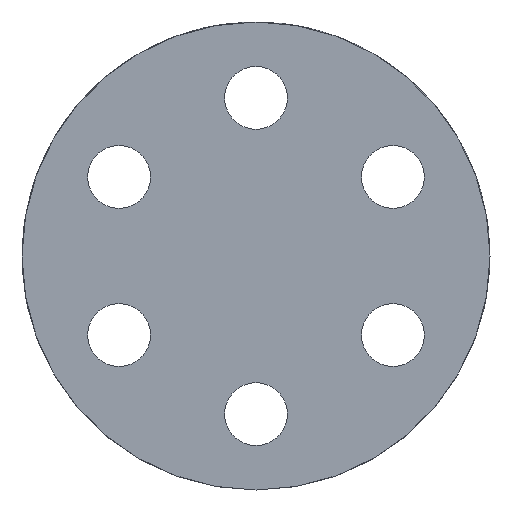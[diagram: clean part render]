
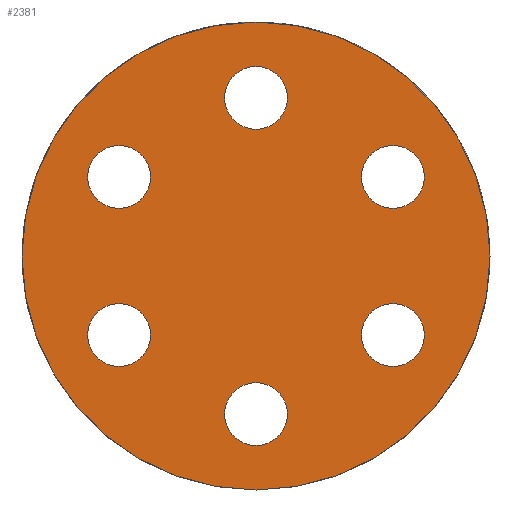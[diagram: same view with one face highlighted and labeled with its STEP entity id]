
A CAD part, front view. The second image highlights one B-rep face of the part: STEP entity #2381.
In plain terms, the highlighted planar face has unit normal (0, -1, 0).
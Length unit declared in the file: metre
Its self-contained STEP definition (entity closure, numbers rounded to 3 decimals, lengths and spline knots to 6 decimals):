
#886=ORIENTED_EDGE('',*,*,#1353,.F.);
#887=ORIENTED_EDGE('',*,*,#1354,.F.);
#888=ORIENTED_EDGE('',*,*,#1355,.F.);
#889=ORIENTED_EDGE('',*,*,#1356,.F.);
#890=ORIENTED_EDGE('',*,*,#1357,.F.);
#891=ORIENTED_EDGE('',*,*,#1358,.F.);
#892=ORIENTED_EDGE('',*,*,#1110,.T.);
#1110=EDGE_CURVE('',#1462,#1462,#1670,.T.);
#1353=EDGE_CURVE('',#1562,#1562,#1817,.T.);
#1354=EDGE_CURVE('',#1563,#1563,#1818,.T.);
#1355=EDGE_CURVE('',#1564,#1564,#1819,.T.);
#1356=EDGE_CURVE('',#1565,#1565,#1820,.T.);
#1357=EDGE_CURVE('',#1566,#1566,#1821,.T.);
#1358=EDGE_CURVE('',#1567,#1567,#1822,.T.);
#1462=VERTEX_POINT('',#3958);
#1562=VERTEX_POINT('',#4422);
#1563=VERTEX_POINT('',#4424);
#1564=VERTEX_POINT('',#4426);
#1565=VERTEX_POINT('',#4428);
#1566=VERTEX_POINT('',#4430);
#1567=VERTEX_POINT('',#4432);
#1670=CIRCLE('',#2526,0.01184);
#1817=CIRCLE('',#2794,0.00159);
#1818=CIRCLE('',#2795,0.00159);
#1819=CIRCLE('',#2796,0.00159);
#1820=CIRCLE('',#2797,0.00159);
#1821=CIRCLE('',#2798,0.00159);
#1822=CIRCLE('',#2799,0.00159);
#1977=EDGE_LOOP('',(#886));
#1978=EDGE_LOOP('',(#887));
#1979=EDGE_LOOP('',(#888));
#1980=EDGE_LOOP('',(#889));
#1981=EDGE_LOOP('',(#890));
#1982=EDGE_LOOP('',(#891));
#1983=EDGE_LOOP('',(#892));
#2155=FACE_BOUND('',#1977,.T.);
#2156=FACE_BOUND('',#1978,.T.);
#2157=FACE_BOUND('',#1979,.T.);
#2158=FACE_BOUND('',#1980,.T.);
#2159=FACE_BOUND('',#1981,.T.);
#2160=FACE_BOUND('',#1982,.T.);
#2161=FACE_BOUND('',#1983,.T.);
#2233=PLANE('',#2793);
#2381=ADVANCED_FACE('',(#2155,#2156,#2157,#2158,#2159,#2160,#2161),#2233,
 .T.);
#2526=AXIS2_PLACEMENT_3D('',#3957,#3061,#3062);
#2793=AXIS2_PLACEMENT_3D('',#4420,#3691,#3692);
#2794=AXIS2_PLACEMENT_3D('',#4421,#3693,#3694);
#2795=AXIS2_PLACEMENT_3D('',#4423,#3695,#3696);
#2796=AXIS2_PLACEMENT_3D('',#4425,#3697,#3698);
#2797=AXIS2_PLACEMENT_3D('',#4427,#3699,#3700);
#2798=AXIS2_PLACEMENT_3D('',#4429,#3701,#3702);
#2799=AXIS2_PLACEMENT_3D('',#4431,#3703,#3704);
#3061=DIRECTION('',(0.,-1.,0.));
#3062=DIRECTION('',(0.,0.,-1.));
#3691=DIRECTION('',(0.,-1.,0.));
#3692=DIRECTION('',(1.,0.,0.));
#3693=DIRECTION('',(0.,-1.,0.));
#3694=DIRECTION('',(0.,0.,-1.));
#3695=DIRECTION('',(0.,-1.,0.));
#3696=DIRECTION('',(0.,0.,-1.));
#3697=DIRECTION('',(0.,-1.,0.));
#3698=DIRECTION('',(0.,0.,-1.));
#3699=DIRECTION('',(0.,-1.,0.));
#3700=DIRECTION('',(0.,0.,-1.));
#3701=DIRECTION('',(0.,-1.,0.));
#3702=DIRECTION('',(0.,0.,-1.));
#3703=DIRECTION('',(0.,-1.,0.));
#3704=DIRECTION('',(0.,0.,-1.));
#3957=CARTESIAN_POINT('',(0.,-0.004588,0.));
#3958=CARTESIAN_POINT('',(0.,-0.004588,-0.01184));
#4420=CARTESIAN_POINT('',(0.,-0.004588,0.));
#4421=CARTESIAN_POINT('',(0.,-0.004588,0.008));
#4422=CARTESIAN_POINT('',(0.,-0.004588,0.00641));
#4423=CARTESIAN_POINT('',(-0.006928,-0.004588,0.004));
#4424=CARTESIAN_POINT('',(-0.006928,-0.004588,0.00241));
#4425=CARTESIAN_POINT('',(-0.006928,-0.004588,-0.004));
#4426=CARTESIAN_POINT('',(-0.006928,-0.004588,-0.00559));
#4427=CARTESIAN_POINT('',(0.,-0.004588,-0.008));
#4428=CARTESIAN_POINT('',(0.,-0.004588,-0.00959));
#4429=CARTESIAN_POINT('',(0.006928,-0.004588,-0.004));
#4430=CARTESIAN_POINT('',(0.006928,-0.004588,-0.00559));
#4431=CARTESIAN_POINT('',(0.006928,-0.004588,0.004));
#4432=CARTESIAN_POINT('',(0.006928,-0.004588,0.00241));
